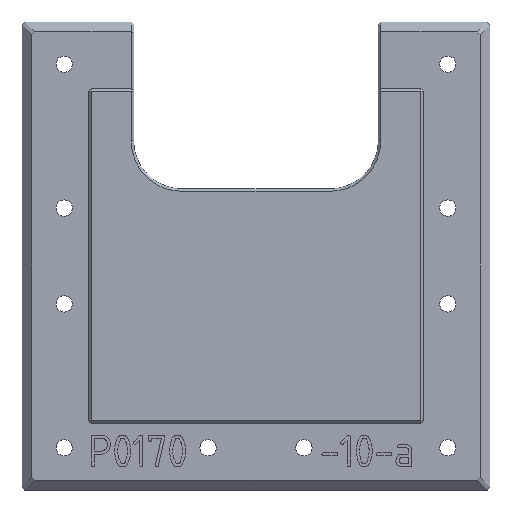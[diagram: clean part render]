
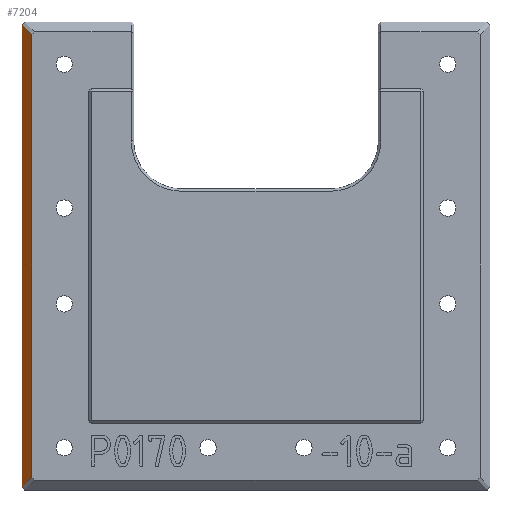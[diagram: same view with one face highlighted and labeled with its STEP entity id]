
A CAD part, top view. The second image highlights one B-rep face of the part: STEP entity #7204.
In plain terms, the highlighted planar face has unit normal (-0.707, 0, 0.707).
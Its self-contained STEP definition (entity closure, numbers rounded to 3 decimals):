
#474 = PLANE('',#475);
#475 = AXIS2_PLACEMENT_3D('',#476,#477,#478);
#476 = CARTESIAN_POINT('',(1.2,1.2,0.));
#477 = DIRECTION('',(-1.,0.,0.));
#478 = DIRECTION('',(0.,1.,0.));
#507 = PLANE('',#508);
#508 = AXIS2_PLACEMENT_3D('',#509,#510,#511);
#509 = CARTESIAN_POINT('',(50.,50.,3.));
#510 = DIRECTION('',(0.,0.,1.));
#511 = DIRECTION('',(1.,0.,0.));
#533 = PLANE('',#534);
#534 = AXIS2_PLACEMENT_3D('',#535,#536,#537);
#535 = CARTESIAN_POINT('',(3.302,96.698,2.796
    ));
#536 = DIRECTION('',(0.408,-0.408,-0.816));
#537 = DIRECTION('',(0.577,-0.577,0.577));
#571 = VERTEX_POINT('',#572);
#572 = CARTESIAN_POINT('',(1.2,98.188,1.));
#1542 = EDGE_CURVE('',#1543,#571,#1545,.T.);
#1543 = VERTEX_POINT('',#1544);
#1544 = CARTESIAN_POINT('',(1.2,1.812,1.));
#1545 = SURFACE_CURVE('',#1546,(#1550,#1557),.PCURVE_S1.);
#1546 = LINE('',#1547,#1548);
#1547 = CARTESIAN_POINT('',(1.2,1.2,1.));
#1548 = VECTOR('',#1549,1.);
#1549 = DIRECTION('',(0.,1.,0.));
#1550 = PCURVE('',#474,#1551);
#1551 = DEFINITIONAL_REPRESENTATION('',(#1552),#1556);
#1552 = LINE('',#1553,#1554);
#1553 = CARTESIAN_POINT('',(0.,-1.));
#1554 = VECTOR('',#1555,1.);
#1555 = DIRECTION('',(1.,0.));
#1556 = ( GEOMETRIC_REPRESENTATION_CONTEXT(2) 
PARAMETRIC_REPRESENTATION_CONTEXT() REPRESENTATION_CONTEXT('2D SPACE',''
  ) );
#1557 = PCURVE('',#1558,#1563);
#1558 = PLANE('',#1559);
#1559 = AXIS2_PLACEMENT_3D('',#1560,#1561,#1562);
#1560 = CARTESIAN_POINT('',(2.2,1.2,2.));
#1561 = DIRECTION('',(-0.707,0.,0.707));
#1562 = DIRECTION('',(0.,1.,0.));
#1563 = DEFINITIONAL_REPRESENTATION('',(#1564),#1568);
#1564 = LINE('',#1565,#1566);
#1565 = CARTESIAN_POINT('',(0.,1.414));
#1566 = VECTOR('',#1567,1.);
#1567 = DIRECTION('',(1.,0.));
#1568 = ( GEOMETRIC_REPRESENTATION_CONTEXT(2) 
PARAMETRIC_REPRESENTATION_CONTEXT() REPRESENTATION_CONTEXT('2D SPACE',''
  ) );
#1730 = VERTEX_POINT('',#1731);
#1731 = CARTESIAN_POINT('',(3.2,96.188,3.));
#1752 = EDGE_CURVE('',#1753,#1730,#1755,.T.);
#1753 = VERTEX_POINT('',#1754);
#1754 = CARTESIAN_POINT('',(3.2,3.812,3.));
#1755 = SURFACE_CURVE('',#1756,(#1760,#1767),.PCURVE_S1.);
#1756 = LINE('',#1757,#1758);
#1757 = CARTESIAN_POINT('',(3.2,1.2,3.));
#1758 = VECTOR('',#1759,1.);
#1759 = DIRECTION('',(0.,1.,0.));
#1760 = PCURVE('',#507,#1761);
#1761 = DEFINITIONAL_REPRESENTATION('',(#1762),#1766);
#1762 = LINE('',#1763,#1764);
#1763 = CARTESIAN_POINT('',(-46.8,-48.8));
#1764 = VECTOR('',#1765,1.);
#1765 = DIRECTION('',(0.,1.));
#1766 = ( GEOMETRIC_REPRESENTATION_CONTEXT(2) 
PARAMETRIC_REPRESENTATION_CONTEXT() REPRESENTATION_CONTEXT('2D SPACE',''
  ) );
#1767 = PCURVE('',#1558,#1768);
#1768 = DEFINITIONAL_REPRESENTATION('',(#1769),#1773);
#1769 = LINE('',#1770,#1771);
#1770 = CARTESIAN_POINT('',(0.,-1.414));
#1771 = VECTOR('',#1772,1.);
#1772 = DIRECTION('',(1.,0.));
#1773 = ( GEOMETRIC_REPRESENTATION_CONTEXT(2) 
PARAMETRIC_REPRESENTATION_CONTEXT() REPRESENTATION_CONTEXT('2D SPACE',''
  ) );
#1791 = PLANE('',#1792);
#1792 = AXIS2_PLACEMENT_3D('',#1793,#1794,#1795);
#1793 = CARTESIAN_POINT('',(3.302,3.302,2.796
    ));
#1794 = DIRECTION('',(-0.408,-0.408,0.816));
#1795 = DIRECTION('',(-0.577,-0.577,-0.577));
#5930 = EDGE_CURVE('',#1730,#571,#5931,.T.);
#5931 = SURFACE_CURVE('',#5932,(#5936,#5943),.PCURVE_S1.);
#5932 = LINE('',#5933,#5934);
#5933 = CARTESIAN_POINT('',(2.996,96.392,
    2.796));
#5934 = VECTOR('',#5935,1.);
#5935 = DIRECTION('',(-0.577,0.577,-0.577));
#5936 = PCURVE('',#533,#5937);
#5937 = DEFINITIONAL_REPRESENTATION('',(#5938),#5942);
#5938 = LINE('',#5939,#5940);
#5939 = CARTESIAN_POINT('',(0.,0.433));
#5940 = VECTOR('',#5941,1.);
#5941 = DIRECTION('',(-1.,0.));
#5942 = ( GEOMETRIC_REPRESENTATION_CONTEXT(2) 
PARAMETRIC_REPRESENTATION_CONTEXT() REPRESENTATION_CONTEXT('2D SPACE',''
  ) );
#5943 = PCURVE('',#1558,#5944);
#5944 = DEFINITIONAL_REPRESENTATION('',(#5945),#5949);
#5945 = LINE('',#5946,#5947);
#5946 = CARTESIAN_POINT('',(95.192,-1.126));
#5947 = VECTOR('',#5948,1.);
#5948 = DIRECTION('',(0.577,0.816));
#5949 = ( GEOMETRIC_REPRESENTATION_CONTEXT(2) 
PARAMETRIC_REPRESENTATION_CONTEXT() REPRESENTATION_CONTEXT('2D SPACE',''
  ) );
#7204 = ADVANCED_FACE('',(#7205),#1558,.T.);
#7205 = FACE_BOUND('',#7206,.T.);
#7206 = EDGE_LOOP('',(#7207,#7208,#7209,#7210));
#7207 = ORIENTED_EDGE('',*,*,#1752,.T.);
#7208 = ORIENTED_EDGE('',*,*,#5930,.T.);
#7209 = ORIENTED_EDGE('',*,*,#1542,.F.);
#7210 = ORIENTED_EDGE('',*,*,#7211,.F.);
#7211 = EDGE_CURVE('',#1753,#1543,#7212,.T.);
#7212 = SURFACE_CURVE('',#7213,(#7217,#7224),.PCURVE_S1.);
#7213 = LINE('',#7214,#7215);
#7214 = CARTESIAN_POINT('',(2.996,3.608,2.796
    ));
#7215 = VECTOR('',#7216,1.);
#7216 = DIRECTION('',(-0.577,-0.577,-0.577));
#7217 = PCURVE('',#1558,#7218);
#7218 = DEFINITIONAL_REPRESENTATION('',(#7219),#7223);
#7219 = LINE('',#7220,#7221);
#7220 = CARTESIAN_POINT('',(2.408,-1.126));
#7221 = VECTOR('',#7222,1.);
#7222 = DIRECTION('',(-0.577,0.816));
#7223 = ( GEOMETRIC_REPRESENTATION_CONTEXT(2) 
PARAMETRIC_REPRESENTATION_CONTEXT() REPRESENTATION_CONTEXT('2D SPACE',''
  ) );
#7224 = PCURVE('',#1791,#7225);
#7225 = DEFINITIONAL_REPRESENTATION('',(#7226),#7230);
#7226 = LINE('',#7227,#7228);
#7227 = CARTESIAN_POINT('',(0.,-0.433));
#7228 = VECTOR('',#7229,1.);
#7229 = DIRECTION('',(1.,0.));
#7230 = ( GEOMETRIC_REPRESENTATION_CONTEXT(2) 
PARAMETRIC_REPRESENTATION_CONTEXT() REPRESENTATION_CONTEXT('2D SPACE',''
  ) );
